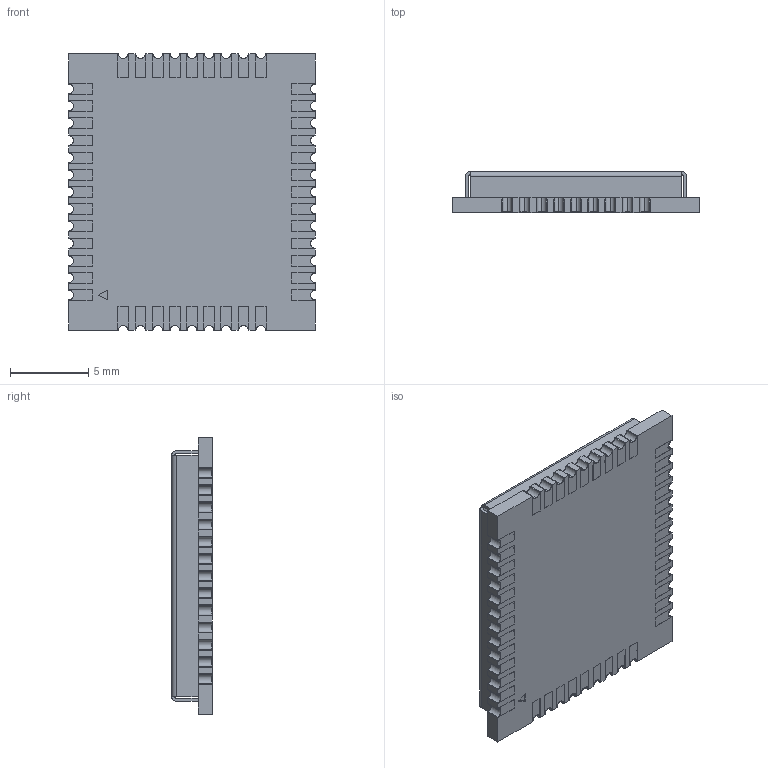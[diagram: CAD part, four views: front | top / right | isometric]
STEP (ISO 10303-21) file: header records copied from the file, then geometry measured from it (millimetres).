
FILE_DESCRIPTION (( 'STEP AP214' ), '1' );
FILE_NAME ('M65.STEP', '2023-02-15T23:37:25', ( '' ), ( '' ), 'SwSTEP 2.0', 'SolidWorks 2021', '' );
FILE_SCHEMA (( 'AUTOMOTIVE_DESIGN' ));
Length unit declared in the file: millimetre
Products named in the file (1): M65
Bounding box: 15.8 x 2.6 x 17.7 mm (x, y, z)
Volume: 307.8 mm3; surface area: 1429 mm2
Topology: 47 solids, 47 shells, 778 faces, 1854 edges, 1172 vertices
Faces by surface type: plane 607, cylinder 171
Entity records: 22532 total; most frequent: CARTESIAN_POINT 3805, DIRECTION 3754, ORIENTED_EDGE 3708, EDGE_CURVE 1854, VECTOR 1512, LINE 1512, VERTEX_POINT 1172, AXIS2_PLACEMENT_3D 1121
